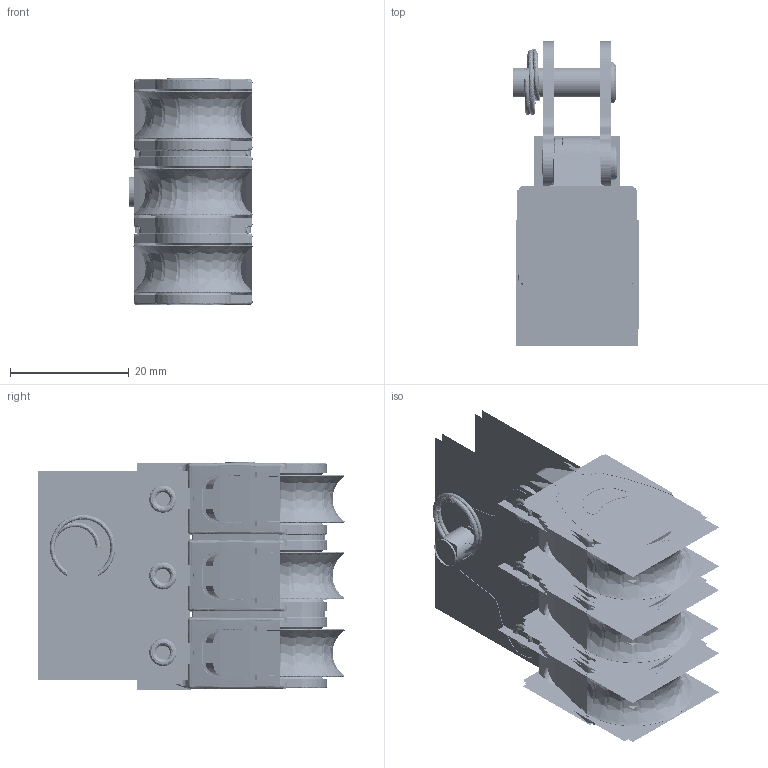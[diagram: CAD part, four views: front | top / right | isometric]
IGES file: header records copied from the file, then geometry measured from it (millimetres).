
Start section:  PTC IGES file: a2024f.igs
Global section: file name: a2024f.igs; native system: Creo Parametric by PTC Inc.; preprocessor: 2021284; author: Student; organization: Unknown; date: 20211201.085207; units: millimetre
Bounding box: 21.07 x 51.79 x 38.2 mm (x, y, z)
Surface area: 76349.6 mm2 (no closed solid volume)
Topology: 0 solids, 0 shells, 3662 faces, 48081 edges, 62985 vertices
Faces by surface type: revolution 2500, bspline 1162
